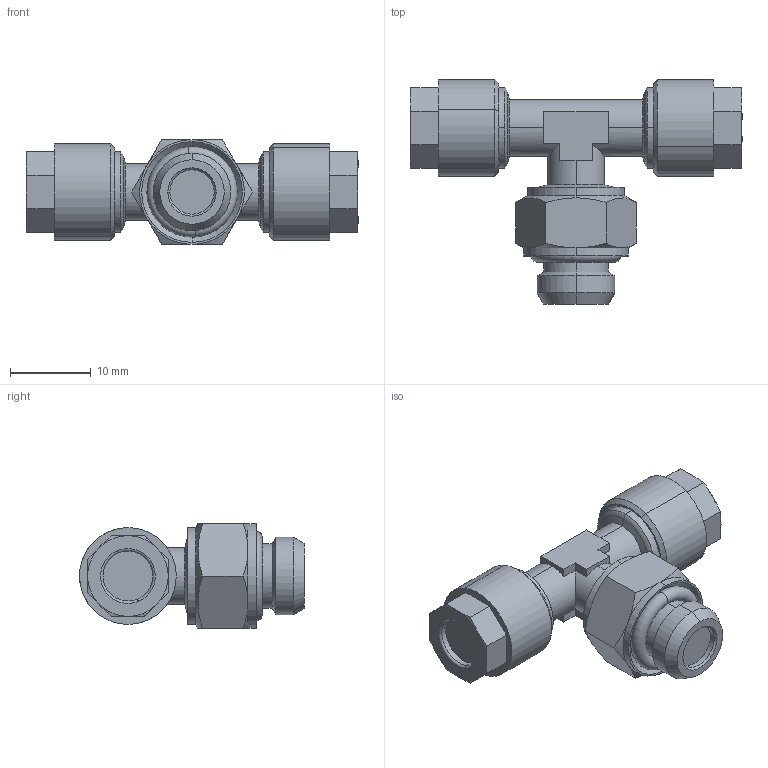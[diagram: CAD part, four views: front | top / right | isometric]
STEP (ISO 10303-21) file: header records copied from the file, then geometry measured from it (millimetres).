
FILE_DESCRIPTION (( 'STEP AP214' ), '1' );
FILE_NAME ('0121500001.step', '2012-09-28T13:25:17', ( '' ), ( '' ), 'SwSTEP 2.0', 'SolidWorks 2012', '' );
FILE_SCHEMA (( 'AUTOMOTIVE_DESIGN' ));
Length unit declared in the file: millimetre
Products named in the file (1): 0121500001
Bounding box: 41.2 x 27.89 x 13 mm (x, y, z)
Volume: 4815.6 mm3; surface area: 2714.4 mm2
Topology: 1 solids, 1 shells, 150 faces, 350 edges, 212 vertices
Faces by surface type: plane 53, cone 50, cylinder 31, torus 16
Entity records: 6066 total; most frequent: CARTESIAN_POINT 947, DIRECTION 754, ORIENTED_EDGE 700, EDGE_CURVE 350, AXIS2_PLACEMENT_3D 307, VERTEX_POINT 212, EDGE_LOOP 160, CIRCLE 156
